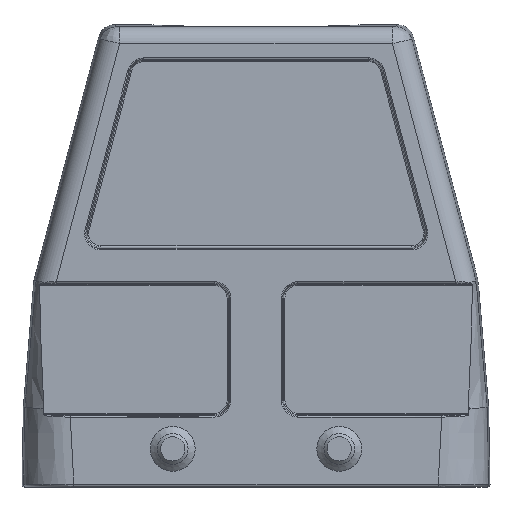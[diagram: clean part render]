
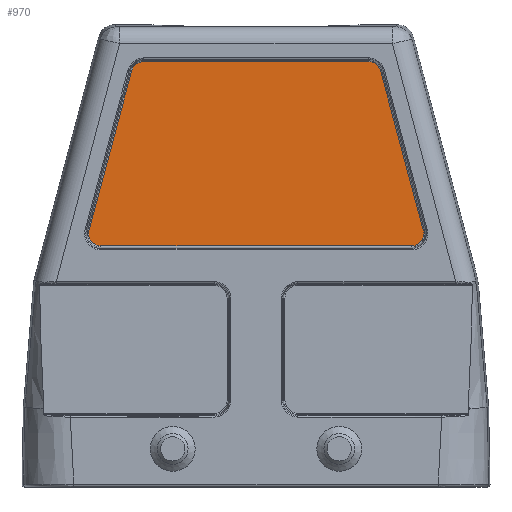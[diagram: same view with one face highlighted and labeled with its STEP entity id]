
A CAD part, front view. The second image highlights one B-rep face of the part: STEP entity #970.
In plain terms, the highlighted planar face has unit normal (0, -1, -0.006).
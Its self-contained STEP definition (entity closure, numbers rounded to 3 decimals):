
#640=FACE_OUTER_BOUND('',#1626,.T.);
#970=ADVANCED_FACE('',(#640),#1208,.F.);
#1208=PLANE('',#6055);
#1626=EDGE_LOOP('',(#3120,#3121,#3122,#3123,#3124,#3125,#3126,#3127));
#2039=B_SPLINE_CURVE_WITH_KNOTS('',3,(#12434,#12435,#12436,#12437,#12438,
#12439,#12440,#12441,#12442,#12443,#12444,#12445,#12446),.UNSPECIFIED.,
 .F.,.F.,(4,3,3,3,4),(0.,0.226,0.488,0.744,
1.),.UNSPECIFIED.);
#2040=B_SPLINE_CURVE_WITH_KNOTS('',3,(#12450,#12451,#12452,#12453,#12454,
#12455,#12456,#12457,#12458,#12459,#12460,#12461,#12462,#12463,#12464,#12465,
#12466,#12467,#12468),.UNSPECIFIED.,.F.,.F.,(4,3,3,3,3,3,4),(0.,0.078,
0.263,0.443,0.631,0.815,
1.),.UNSPECIFIED.);
#2041=B_SPLINE_CURVE_WITH_KNOTS('',3,(#12472,#12473,#12474,#12475,#12476,
#12477,#12478,#12479,#12480,#12481,#12482,#12483,#12484,#12485,#12486,#12487,
#12488,#12489,#12490),.UNSPECIFIED.,.F.,.F.,(4,3,3,3,3,3,4),(0.,0.185,
0.369,0.557,0.737,0.922,
1.),.UNSPECIFIED.);
#2042=B_SPLINE_CURVE_WITH_KNOTS('',3,(#12494,#12495,#12496,#12497,#12498,
#12499,#12500,#12501,#12502,#12503,#12504,#12505,#12506),.UNSPECIFIED.,
 .F.,.F.,(4,3,3,3,4),(0.,0.256,0.512,0.774,
1.),.UNSPECIFIED.);
#3120=ORIENTED_EDGE('',*,*,#4943,.F.);
#3121=ORIENTED_EDGE('',*,*,#4944,.F.);
#3122=ORIENTED_EDGE('',*,*,#4945,.F.);
#3123=ORIENTED_EDGE('',*,*,#4946,.F.);
#3124=ORIENTED_EDGE('',*,*,#4947,.F.);
#3125=ORIENTED_EDGE('',*,*,#4948,.F.);
#3126=ORIENTED_EDGE('',*,*,#4949,.F.);
#3127=ORIENTED_EDGE('',*,*,#4950,.F.);
#4235=VERTEX_POINT('',#12432);
#4236=VERTEX_POINT('',#12433);
#4237=VERTEX_POINT('',#12447);
#4238=VERTEX_POINT('',#12449);
#4239=VERTEX_POINT('',#12469);
#4240=VERTEX_POINT('',#12471);
#4241=VERTEX_POINT('',#12491);
#4242=VERTEX_POINT('',#12493);
#4943=EDGE_CURVE('',#4235,#4236,#5443,.T.);
#4944=EDGE_CURVE('',#4237,#4235,#2039,.T.);
#4945=EDGE_CURVE('',#4238,#4237,#5444,.T.);
#4946=EDGE_CURVE('',#4239,#4238,#2040,.T.);
#4947=EDGE_CURVE('',#4240,#4239,#5445,.T.);
#4948=EDGE_CURVE('',#4241,#4240,#2041,.T.);
#4949=EDGE_CURVE('',#4242,#4241,#5446,.T.);
#4950=EDGE_CURVE('',#4236,#4242,#2042,.T.);
#5443=LINE('',#12431,#5738);
#5444=LINE('',#12448,#5739);
#5445=LINE('',#12470,#5740);
#5446=LINE('',#12492,#5741);
#5738=VECTOR('',#7072,1.);
#5739=VECTOR('',#7073,1.);
#5740=VECTOR('',#7074,1.);
#5741=VECTOR('',#7075,1.);
#6055=AXIS2_PLACEMENT_3D('',#12507,#7076,#7077);
#7072=DIRECTION('',(1.,0.,0.));
#7073=DIRECTION('',(0.259,-0.006,0.966));
#7074=DIRECTION('',(-1.,0.,0.));
#7075=DIRECTION('',(0.259,0.006,-0.966));
#7076=DIRECTION('',(0.,1.,0.006));
#7077=DIRECTION('',(0.,0.006,-1.));
#12431=CARTESIAN_POINT('',(-76.018,-20.246,66.479));
#12432=CARTESIAN_POINT('',(-17.542,-20.246,66.479));
#12433=CARTESIAN_POINT('',(17.585,-20.246,66.479));
#12434=CARTESIAN_POINT('',(-19.402,-20.237,65.052));
#12435=CARTESIAN_POINT('',(-19.353,-20.239,65.235));
#12436=CARTESIAN_POINT('',(-19.275,-20.24,65.412));
#12437=CARTESIAN_POINT('',(-19.174,-20.241,65.573));
#12438=CARTESIAN_POINT('',(-19.057,-20.242,65.758));
#12439=CARTESIAN_POINT('',(-18.906,-20.243,65.924));
#12440=CARTESIAN_POINT('',(-18.734,-20.244,66.06));
#12441=CARTESIAN_POINT('',(-18.567,-20.245,66.193));
#12442=CARTESIAN_POINT('',(-18.375,-20.245,66.299));
#12443=CARTESIAN_POINT('',(-18.174,-20.246,66.37));
#12444=CARTESIAN_POINT('',(-17.972,-20.246,66.442));
#12445=CARTESIAN_POINT('',(-17.756,-20.246,66.479));
#12446=CARTESIAN_POINT('',(-17.542,-20.246,66.479));
#12447=CARTESIAN_POINT('',(-19.402,-20.237,65.052));
#12448=CARTESIAN_POINT('',(-30.004,-19.989,25.508));
#12449=CARTESIAN_POINT('',(-26.078,-20.081,40.151));
#12450=CARTESIAN_POINT('',(-24.217,-20.066,37.726));
#12451=CARTESIAN_POINT('',(-24.309,-20.066,37.726));
#12452=CARTESIAN_POINT('',(-24.401,-20.066,37.733));
#12453=CARTESIAN_POINT('',(-24.492,-20.066,37.746));
#12454=CARTESIAN_POINT('',(-24.707,-20.066,37.778));
#12455=CARTESIAN_POINT('',(-24.918,-20.066,37.848));
#12456=CARTESIAN_POINT('',(-25.111,-20.067,37.948));
#12457=CARTESIAN_POINT('',(-25.298,-20.068,38.046));
#12458=CARTESIAN_POINT('',(-25.471,-20.068,38.176));
#12459=CARTESIAN_POINT('',(-25.617,-20.069,38.328));
#12460=CARTESIAN_POINT('',(-25.768,-20.07,38.488));
#12461=CARTESIAN_POINT('',(-25.893,-20.072,38.677));
#12462=CARTESIAN_POINT('',(-25.98,-20.073,38.878));
#12463=CARTESIAN_POINT('',(-26.066,-20.074,39.076));
#12464=CARTESIAN_POINT('',(-26.119,-20.075,39.291));
#12465=CARTESIAN_POINT('',(-26.136,-20.077,39.506));
#12466=CARTESIAN_POINT('',(-26.153,-20.078,39.721));
#12467=CARTESIAN_POINT('',(-26.134,-20.08,39.942));
#12468=CARTESIAN_POINT('',(-26.078,-20.081,40.151));
#12469=CARTESIAN_POINT('',(-24.217,-20.066,37.726));
#12470=CARTESIAN_POINT('',(-76.018,-20.066,37.726));
#12471=CARTESIAN_POINT('',(24.26,-20.066,37.726));
#12472=CARTESIAN_POINT('',(26.121,-20.081,40.151));
#12473=CARTESIAN_POINT('',(26.177,-20.08,39.942));
#12474=CARTESIAN_POINT('',(26.196,-20.078,39.721));
#12475=CARTESIAN_POINT('',(26.179,-20.077,39.506));
#12476=CARTESIAN_POINT('',(26.162,-20.075,39.291));
#12477=CARTESIAN_POINT('',(26.109,-20.074,39.076));
#12478=CARTESIAN_POINT('',(26.023,-20.073,38.878));
#12479=CARTESIAN_POINT('',(25.936,-20.072,38.677));
#12480=CARTESIAN_POINT('',(25.811,-20.07,38.487));
#12481=CARTESIAN_POINT('',(25.659,-20.069,38.328));
#12482=CARTESIAN_POINT('',(25.514,-20.068,38.176));
#12483=CARTESIAN_POINT('',(25.34,-20.068,38.046));
#12484=CARTESIAN_POINT('',(25.153,-20.067,37.948));
#12485=CARTESIAN_POINT('',(24.961,-20.066,37.848));
#12486=CARTESIAN_POINT('',(24.749,-20.066,37.778));
#12487=CARTESIAN_POINT('',(24.535,-20.066,37.746));
#12488=CARTESIAN_POINT('',(24.444,-20.066,37.733));
#12489=CARTESIAN_POINT('',(24.352,-20.066,37.726));
#12490=CARTESIAN_POINT('',(24.26,-20.066,37.726));
#12491=CARTESIAN_POINT('',(26.121,-20.081,40.151));
#12492=CARTESIAN_POINT('',(19.849,-20.228,63.545));
#12493=CARTESIAN_POINT('',(19.445,-20.237,65.052));
#12494=CARTESIAN_POINT('',(17.585,-20.246,66.479));
#12495=CARTESIAN_POINT('',(17.798,-20.246,66.479));
#12496=CARTESIAN_POINT('',(18.015,-20.246,66.442));
#12497=CARTESIAN_POINT('',(18.217,-20.246,66.37));
#12498=CARTESIAN_POINT('',(18.418,-20.245,66.299));
#12499=CARTESIAN_POINT('',(18.61,-20.245,66.193));
#12500=CARTESIAN_POINT('',(18.777,-20.244,66.06));
#12501=CARTESIAN_POINT('',(18.949,-20.243,65.924));
#12502=CARTESIAN_POINT('',(19.1,-20.242,65.757));
#12503=CARTESIAN_POINT('',(19.217,-20.241,65.572));
#12504=CARTESIAN_POINT('',(19.318,-20.24,65.412));
#12505=CARTESIAN_POINT('',(19.396,-20.239,65.235));
#12506=CARTESIAN_POINT('',(19.445,-20.237,65.052));
#12507=CARTESIAN_POINT('',(-76.018,-20.066,37.844));
